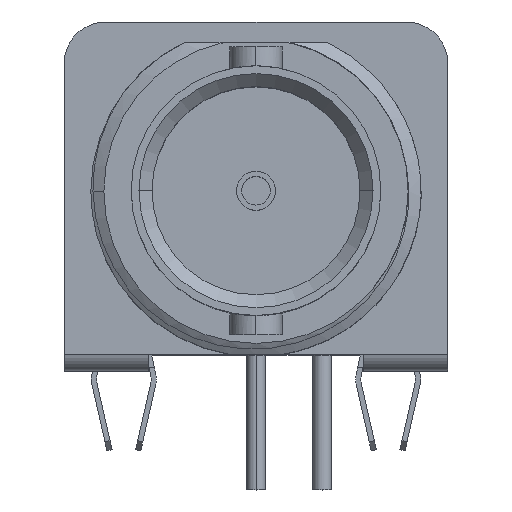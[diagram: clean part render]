
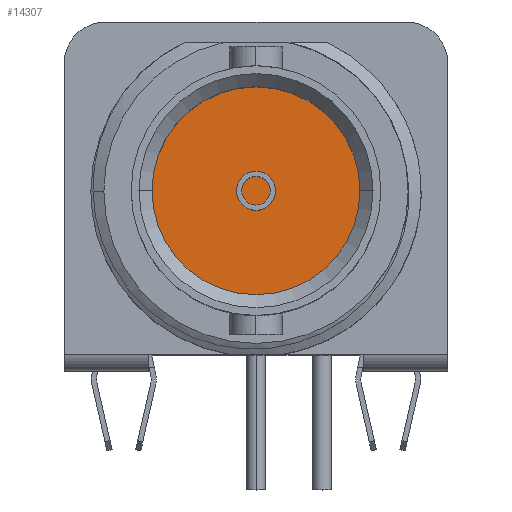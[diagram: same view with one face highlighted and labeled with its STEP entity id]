
A CAD part, top view. The second image highlights one B-rep face of the part: STEP entity #14307.
In plain terms, the highlighted planar face has unit normal (0, 0, 1).
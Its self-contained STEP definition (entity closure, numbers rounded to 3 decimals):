
#1147 = ORIENTED_EDGE ( 'NONE', *, *, #3790, .T. ) ;
#1578 = CARTESIAN_POINT ( 'NONE',  ( 0., 6.91, 20.13 ) ) ;
#1632 = CARTESIAN_POINT ( 'NONE',  ( 0., 6.91, 20.13 ) ) ;
#1724 = DIRECTION ( 'NONE',  ( 1., 0., 0. ) ) ;
#1907 = DIRECTION ( 'NONE',  ( 1., 0., 0. ) ) ;
#2864 = CARTESIAN_POINT ( 'NONE',  ( 4., 6.91, 20.13 ) ) ;
#3001 = CARTESIAN_POINT ( 'NONE',  ( -4., 6.91, 20.13 ) ) ;
#3790 = EDGE_CURVE ( 'NONE', #16017, #17830, #12513, .T. ) ;
#4826 = EDGE_CURVE ( 'NONE', #17830, #16017, #5736, .T. ) ;
#5723 = DIRECTION ( 'NONE',  ( 0., 0., 1. ) ) ;
#5736 = CIRCLE ( 'NONE', #13671, 4. ) ;
#6037 = AXIS2_PLACEMENT_3D ( 'NONE', #1632, #15804, #1724 ) ;
#7528 = DIRECTION ( 'NONE',  ( 0., 0., 1. ) ) ;
#8495 = DIRECTION ( 'NONE',  ( 1., 0., 0. ) ) ;
#8785 = EDGE_LOOP ( 'NONE', ( #17197, #1147 ) ) ;
#10969 = AXIS2_PLACEMENT_3D ( 'NONE', #1578, #5723, #8495 ) ;
#12513 = CIRCLE ( 'NONE', #6037, 4. ) ;
#12721 = FACE_OUTER_BOUND ( 'NONE', #8785, .T. ) ;
#13671 = AXIS2_PLACEMENT_3D ( 'NONE', #14332, #7528, #1907 ) ;
#14307 = ADVANCED_FACE ( 'NONE', ( #12721 ), #16855, .T. ) ;
#14332 = CARTESIAN_POINT ( 'NONE',  ( 0., 6.91, 20.13 ) ) ;
#15804 = DIRECTION ( 'NONE',  ( 0., 0., 1. ) ) ;
#16017 = VERTEX_POINT ( 'NONE', #2864 ) ;
#16855 = PLANE ( 'NONE',  #10969 ) ;
#17197 = ORIENTED_EDGE ( 'NONE', *, *, #4826, .T. ) ;
#17830 = VERTEX_POINT ( 'NONE', #3001 ) ;
